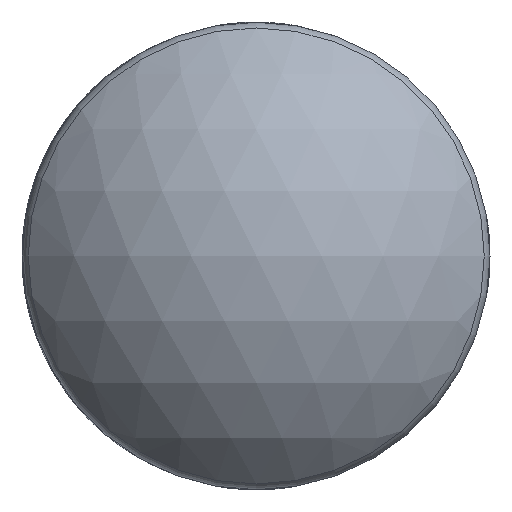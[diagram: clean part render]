
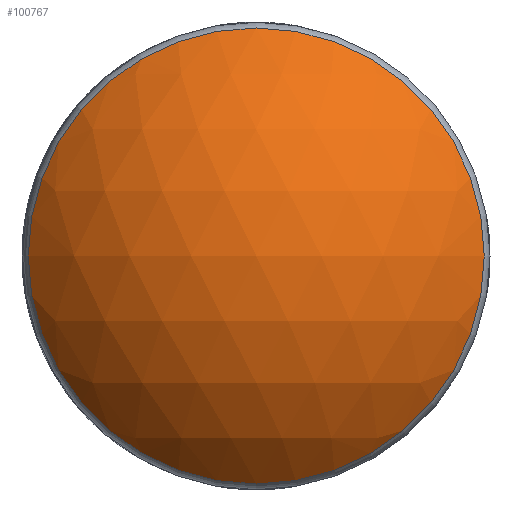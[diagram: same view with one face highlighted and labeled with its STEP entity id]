
A CAD part, left-side view. The second image highlights one B-rep face of the part: STEP entity #100767.
In plain terms, the highlighted spherical face has radius 21.5 mm.
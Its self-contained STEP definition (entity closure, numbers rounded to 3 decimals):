
#30=SPHERICAL_SURFACE('',#102525,21.5);
#392=CIRCLE('',#102526,16.924);
#15218=FACE_OUTER_BOUND('',#22771,.T.);
#22771=EDGE_LOOP('',(#91827));
#45413=VERTEX_POINT('',#272907);
#60889=EDGE_CURVE('',#45413,#45413,#392,.T.);
#91827=ORIENTED_EDGE('',*,*,#60889,.F.);
#100767=ADVANCED_FACE('',(#15218),#30,.T.);
#102525=AXIS2_PLACEMENT_3D('',#272906,#106614,#106615);
#102526=AXIS2_PLACEMENT_3D('',#272908,#106616,#106617);
#106614=DIRECTION('center_axis',(0.,0.,
1.));
#106615=DIRECTION('ref_axis',(-1.,-0.003,0.));
#106616=DIRECTION('center_axis',(1.,0.,0.));
#106617=DIRECTION('ref_axis',(0.,0.,-1.));
#272906=CARTESIAN_POINT('Origin',(-4.5,0.,0.));
#272907=CARTESIAN_POINT('',(-17.76,0.,16.924));
#272908=CARTESIAN_POINT('Origin',(-17.76,0.,0.));
